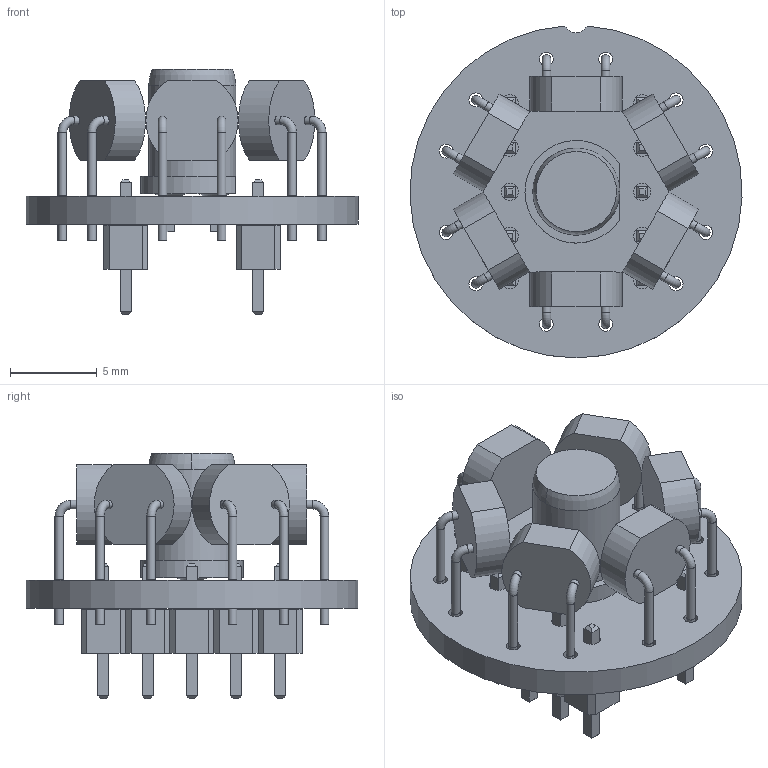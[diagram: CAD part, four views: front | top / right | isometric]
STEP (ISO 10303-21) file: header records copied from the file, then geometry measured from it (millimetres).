
FILE_DESCRIPTION(('FreeCAD Model'),'2;1');
FILE_NAME('#210-000-S1A - Photomodule PCB [LDRs] - KiExpAlignedCut.step','2020-02-02T08:52:13',( 'kkk'),(''),'Open CASCADE STEP processor 7.3','FreeCAD','Unknown');
FILE_SCHEMA(('AUTOMOTIVE_DESIGN { 1 0 10303 214 1 1 1 1 }'));
Length unit declared in the file: millimetre
Products named in the file (1): Photmodule_Cut
Bounding box: 19.08 x 19.07 x 14.09 mm (x, y, z)
Volume: 1030.2 mm3; surface area: 2004.7 mm2
Topology: 18 solids, 18 shells, 437 faces, 973 edges, 608 vertices
Faces by surface type: plane 335, cylinder 80, torus 20, revolution 2
Full cylindrical faces by diameter (mm): 0.5 x36, 0.8 x12, 1 x12
Entity records: 15114 total; most frequent: CARTESIAN_POINT 2417, DIRECTION 2027, ORIENTED_EDGE 1946, EDGE_CURVE 973, LINE 787, VECTOR 787, AXIS2_PLACEMENT_3D 619, VERTEX_POINT 608
